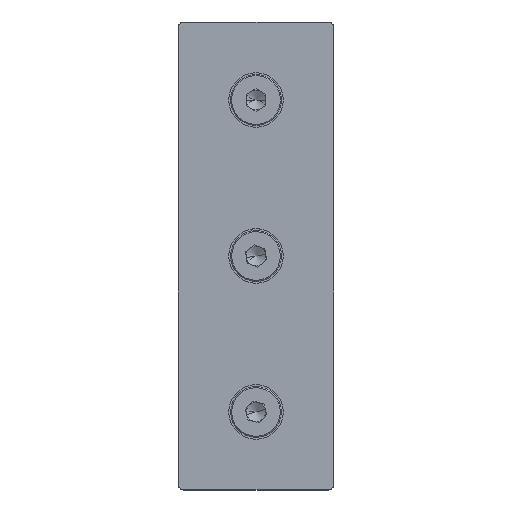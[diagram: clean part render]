
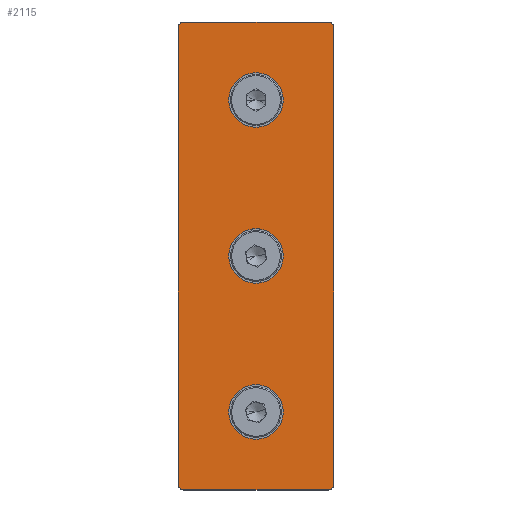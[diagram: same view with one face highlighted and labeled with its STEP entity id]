
A CAD part, top view. The second image highlights one B-rep face of the part: STEP entity #2115.
In plain terms, the highlighted planar face has unit normal (0, 0, 1).
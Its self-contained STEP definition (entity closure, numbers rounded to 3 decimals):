
#5 = CIRCLE ( 'NONE', #1026, 7. ) ;
#33 = DIRECTION ( 'NONE',  ( 1., 0., 0. ) ) ;
#37 = VERTEX_POINT ( 'NONE', #4282 ) ;
#91 = EDGE_CURVE ( 'NONE', #37, #1789, #286, .T. ) ;
#159 = CIRCLE ( 'NONE', #4091, 1.5 ) ;
#240 = VERTEX_POINT ( 'NONE', #3901 ) ;
#264 = DIRECTION ( 'NONE',  ( 0., 1., 0. ) ) ;
#269 = CARTESIAN_POINT ( 'NONE',  ( 44.5, 6., 0. ) ) ;
#286 = CIRCLE ( 'NONE', #2313, 7. ) ;
#303 = CARTESIAN_POINT ( 'NONE',  ( 44.5, 126., 0. ) ) ;
#379 = CARTESIAN_POINT ( 'NONE',  ( 6., 7.5, 0. ) ) ;
#381 = ORIENTED_EDGE ( 'NONE', *, *, #4540, .T. ) ;
#551 = EDGE_CURVE ( 'NONE', #3022, #674, #4443, .T. ) ;
#587 = CARTESIAN_POINT ( 'NONE',  ( 7.5, 7.5, 0. ) ) ;
#674 = VERTEX_POINT ( 'NONE', #2391 ) ;
#692 = ORIENTED_EDGE ( 'NONE', *, *, #3067, .T. ) ;
#712 = DIRECTION ( 'NONE',  ( 0., 0., 1. ) ) ;
#807 = DIRECTION ( 'NONE',  ( 1., 0., 0. ) ) ;
#812 = ORIENTED_EDGE ( 'NONE', *, *, #1672, .F. ) ;
#859 = VERTEX_POINT ( 'NONE', #2001 ) ;
#875 = CIRCLE ( 'NONE', #3565, 7. ) ;
#883 = CARTESIAN_POINT ( 'NONE',  ( 44.5, 7.5, 0. ) ) ;
#928 = AXIS2_PLACEMENT_3D ( 'NONE', #2131, #3233, #1194 ) ;
#1026 = AXIS2_PLACEMENT_3D ( 'NONE', #1720, #3467, #1760 ) ;
#1060 = CARTESIAN_POINT ( 'NONE',  ( 33., 106., 0. ) ) ;
#1161 = AXIS2_PLACEMENT_3D ( 'NONE', #2355, #2725, #4128 ) ;
#1194 = DIRECTION ( 'NONE',  ( 1., 0., 0. ) ) ;
#1205 = EDGE_CURVE ( 'NONE', #4281, #3672, #1904, .T. ) ;
#1210 = DIRECTION ( 'NONE',  ( 0., 0., 1. ) ) ;
#1224 = CARTESIAN_POINT ( 'NONE',  ( 19., 26., 0. ) ) ;
#1269 = CARTESIAN_POINT ( 'NONE',  ( 6., 124.5, 0. ) ) ;
#1347 = EDGE_CURVE ( 'NONE', #674, #2145, #1917, .T. ) ;
#1349 = VERTEX_POINT ( 'NONE', #1224 ) ;
#1379 = CIRCLE ( 'NONE', #928, 7. ) ;
#1399 = ORIENTED_EDGE ( 'NONE', *, *, #551, .T. ) ;
#1404 = EDGE_CURVE ( 'NONE', #1789, #37, #4075, .T. ) ;
#1536 = AXIS2_PLACEMENT_3D ( 'NONE', #2204, #2161, #1584 ) ;
#1584 = DIRECTION ( 'NONE',  ( -1., 0., 0. ) ) ;
#1628 = DIRECTION ( 'NONE',  ( -1., 0., 0. ) ) ;
#1630 = ORIENTED_EDGE ( 'NONE', *, *, #1205, .T. ) ;
#1672 = EDGE_CURVE ( 'NONE', #3305, #1349, #1819, .T. ) ;
#1712 = FACE_BOUND ( 'NONE', #1769, .T. ) ;
#1720 = CARTESIAN_POINT ( 'NONE',  ( 26., 106., 0. ) ) ;
#1760 = DIRECTION ( 'NONE',  ( 1., 0., 0. ) ) ;
#1769 = EDGE_LOOP ( 'NONE', ( #3412, #4028 ) ) ;
#1789 = VERTEX_POINT ( 'NONE', #4426 ) ;
#1812 = LINE ( 'NONE', #379, #3337 ) ;
#1819 = CIRCLE ( 'NONE', #2385, 7. ) ;
#1833 = CARTESIAN_POINT ( 'NONE',  ( 26., 66., 0. ) ) ;
#1856 = DIRECTION ( 'NONE',  ( 1., 0., 0. ) ) ;
#1875 = VERTEX_POINT ( 'NONE', #1060 ) ;
#1904 = LINE ( 'NONE', #3034, #4446 ) ;
#1917 = LINE ( 'NONE', #3659, #2027 ) ;
#2001 = CARTESIAN_POINT ( 'NONE',  ( 7.5, 126., 0. ) ) ;
#2014 = ORIENTED_EDGE ( 'NONE', *, *, #3819, .T. ) ;
#2023 = CARTESIAN_POINT ( 'NONE',  ( 7.5, 126., 0. ) ) ;
#2027 = VECTOR ( 'NONE', #807, 1000. ) ;
#2057 = DIRECTION ( 'NONE',  ( 0., 0., 1. ) ) ;
#2115 = ADVANCED_FACE ( 'NONE', ( #1712, #2271, #2959, #2571 ), #3991, .T. ) ;
#2131 = CARTESIAN_POINT ( 'NONE',  ( 26., 106., 0. ) ) ;
#2145 = VERTEX_POINT ( 'NONE', #269 ) ;
#2161 = DIRECTION ( 'NONE',  ( 0., 0., 1. ) ) ;
#2204 = CARTESIAN_POINT ( 'NONE',  ( 44.5, 124.5, 0. ) ) ;
#2271 = FACE_BOUND ( 'NONE', #2935, .T. ) ;
#2313 = AXIS2_PLACEMENT_3D ( 'NONE', #3688, #1210, #3668 ) ;
#2355 = CARTESIAN_POINT ( 'NONE',  ( 44.5, 7.5, 0. ) ) ;
#2385 = AXIS2_PLACEMENT_3D ( 'NONE', #2739, #2057, #3454 ) ;
#2391 = CARTESIAN_POINT ( 'NONE',  ( 7.5, 6., 0. ) ) ;
#2427 = CARTESIAN_POINT ( 'NONE',  ( 46., 124.5, 0. ) ) ;
#2571 = FACE_OUTER_BOUND ( 'NONE', #4417, .T. ) ;
#2668 = ORIENTED_EDGE ( 'NONE', *, *, #1404, .F. ) ;
#2725 = DIRECTION ( 'NONE',  ( 0., 0., 1. ) ) ;
#2739 = CARTESIAN_POINT ( 'NONE',  ( 26., 26., 0. ) ) ;
#2754 = CARTESIAN_POINT ( 'NONE',  ( 33., 26., 0. ) ) ;
#2789 = EDGE_CURVE ( 'NONE', #3229, #3022, #1812, .T. ) ;
#2805 = EDGE_CURVE ( 'NONE', #1349, #3305, #875, .T. ) ;
#2826 = AXIS2_PLACEMENT_3D ( 'NONE', #1833, #3589, #1856 ) ;
#2856 = DIRECTION ( 'NONE',  ( 0., 0., 1. ) ) ;
#2933 = EDGE_CURVE ( 'NONE', #3672, #2987, #4087, .T. ) ;
#2935 = EDGE_LOOP ( 'NONE', ( #2668, #4188 ) ) ;
#2959 = FACE_BOUND ( 'NONE', #3642, .T. ) ;
#2987 = VERTEX_POINT ( 'NONE', #303 ) ;
#3000 = ORIENTED_EDGE ( 'NONE', *, *, #2789, .T. ) ;
#3022 = VERTEX_POINT ( 'NONE', #3874 ) ;
#3032 = ORIENTED_EDGE ( 'NONE', *, *, #2933, .T. ) ;
#3034 = CARTESIAN_POINT ( 'NONE',  ( 46., 7.5, 0. ) ) ;
#3067 = EDGE_CURVE ( 'NONE', #859, #3229, #159, .T. ) ;
#3150 = CIRCLE ( 'NONE', #3445, 1.5 ) ;
#3229 = VERTEX_POINT ( 'NONE', #1269 ) ;
#3233 = DIRECTION ( 'NONE',  ( 0., 0., 1. ) ) ;
#3236 = CARTESIAN_POINT ( 'NONE',  ( 7.5, 124.5, 0. ) ) ;
#3255 = DIRECTION ( 'NONE',  ( -1., 0., 0. ) ) ;
#3268 = DIRECTION ( 'NONE',  ( 1., 0., 0. ) ) ;
#3305 = VERTEX_POINT ( 'NONE', #2754 ) ;
#3307 = EDGE_CURVE ( 'NONE', #1875, #240, #5, .T. ) ;
#3330 = DIRECTION ( 'NONE',  ( 0., 0., 1. ) ) ;
#3337 = VECTOR ( 'NONE', #3832, 1000. ) ;
#3374 = VECTOR ( 'NONE', #4062, 1000. ) ;
#3412 = ORIENTED_EDGE ( 'NONE', *, *, #3307, .F. ) ;
#3431 = EDGE_CURVE ( 'NONE', #240, #1875, #1379, .T. ) ;
#3445 = AXIS2_PLACEMENT_3D ( 'NONE', #883, #3330, #3268 ) ;
#3454 = DIRECTION ( 'NONE',  ( 1., 0., 0. ) ) ;
#3467 = DIRECTION ( 'NONE',  ( 0., 0., 1. ) ) ;
#3565 = AXIS2_PLACEMENT_3D ( 'NONE', #4224, #712, #33 ) ;
#3589 = DIRECTION ( 'NONE',  ( 0., 0., 1. ) ) ;
#3616 = ORIENTED_EDGE ( 'NONE', *, *, #1347, .T. ) ;
#3642 = EDGE_LOOP ( 'NONE', ( #812, #4101 ) ) ;
#3659 = CARTESIAN_POINT ( 'NONE',  ( 7.5, 6., 0. ) ) ;
#3668 = DIRECTION ( 'NONE',  ( 1., 0., 0. ) ) ;
#3672 = VERTEX_POINT ( 'NONE', #2427 ) ;
#3688 = CARTESIAN_POINT ( 'NONE',  ( 26., 66., 0. ) ) ;
#3814 = AXIS2_PLACEMENT_3D ( 'NONE', #587, #4451, #1628 ) ;
#3819 = EDGE_CURVE ( 'NONE', #2145, #4281, #3150, .T. ) ;
#3832 = DIRECTION ( 'NONE',  ( 0., -1., 0. ) ) ;
#3874 = CARTESIAN_POINT ( 'NONE',  ( 6., 7.5, 0. ) ) ;
#3901 = CARTESIAN_POINT ( 'NONE',  ( 19., 106., 0. ) ) ;
#3991 = PLANE ( 'NONE',  #1161 ) ;
#4028 = ORIENTED_EDGE ( 'NONE', *, *, #3431, .F. ) ;
#4045 = CARTESIAN_POINT ( 'NONE',  ( 46., 7.5, 0. ) ) ;
#4062 = DIRECTION ( 'NONE',  ( -1., 0., 0. ) ) ;
#4075 = CIRCLE ( 'NONE', #2826, 7. ) ;
#4087 = CIRCLE ( 'NONE', #1536, 1.5 ) ;
#4091 = AXIS2_PLACEMENT_3D ( 'NONE', #3236, #2856, #3255 ) ;
#4101 = ORIENTED_EDGE ( 'NONE', *, *, #2805, .F. ) ;
#4116 = LINE ( 'NONE', #2023, #3374 ) ;
#4128 = DIRECTION ( 'NONE',  ( 1., 0., 0. ) ) ;
#4188 = ORIENTED_EDGE ( 'NONE', *, *, #91, .F. ) ;
#4224 = CARTESIAN_POINT ( 'NONE',  ( 26., 26., 0. ) ) ;
#4281 = VERTEX_POINT ( 'NONE', #4045 ) ;
#4282 = CARTESIAN_POINT ( 'NONE',  ( 19., 66., 0. ) ) ;
#4417 = EDGE_LOOP ( 'NONE', ( #2014, #1630, #3032, #381, #692, #3000, #1399, #3616 ) ) ;
#4426 = CARTESIAN_POINT ( 'NONE',  ( 33., 66., 0. ) ) ;
#4443 = CIRCLE ( 'NONE', #3814, 1.5 ) ;
#4446 = VECTOR ( 'NONE', #264, 1000. ) ;
#4451 = DIRECTION ( 'NONE',  ( 0., 0., 1. ) ) ;
#4540 = EDGE_CURVE ( 'NONE', #2987, #859, #4116, .T. ) ;
